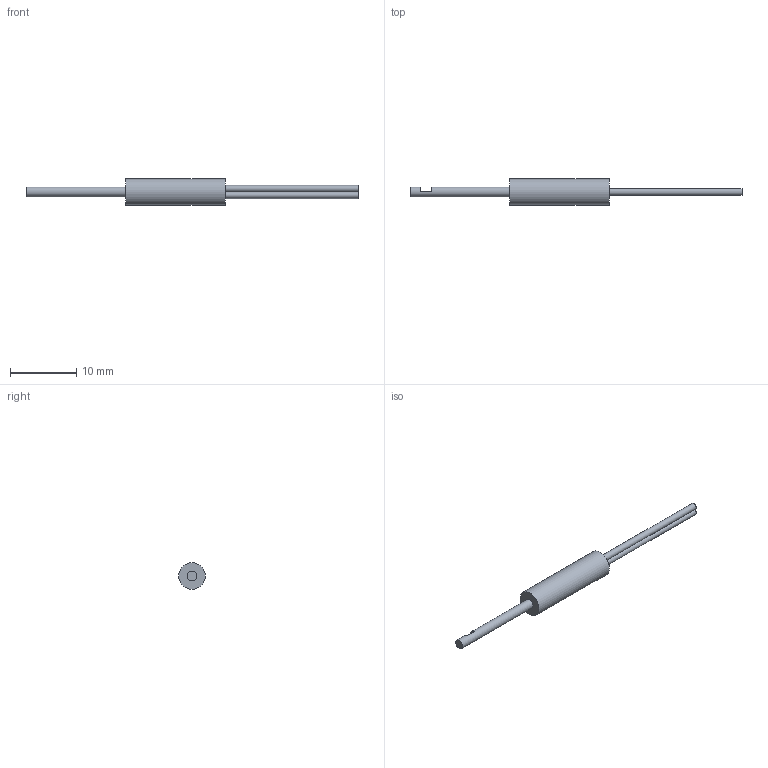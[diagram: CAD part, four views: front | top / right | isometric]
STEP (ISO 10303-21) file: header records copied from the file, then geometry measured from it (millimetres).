
FILE_DESCRIPTION(/* description */ (''),/* implementation_level */ '2;1');
FILE_NAME(/* name */ 'EX-LD41S15.stp',/* time_stamp */ '2023-04-10T10:07:51+08:00',/* author */ (''),/* organization */ (''),/* preprocessor_version */ 'ST-DEVELOPER v16.7',/* originating_system */ 'SIEMENS PLM Software NX 12.0',/* authorisation */ '');
FILE_SCHEMA (('AUTOMOTIVE_DESIGN { 1 0 10303 214 3 1 1 1 }'));
Length unit declared in the file: millimetre
Products named in the file (1): EX-LD41S15
Bounding box: 50 x 4 x 4 mm (x, y, z)
Volume: 244 mm3; surface area: 415.6 mm2
Topology: 4 solids, 4 shells, 19 faces, 25 edges, 16 vertices
Faces by surface type: plane 13, cylinder 6
Full cylindrical faces by diameter (mm): 0.5 x2, 1 x2, 1.47 x1, 4 x1
Entity records: 401 total; most frequent: DIRECTION 72, CARTESIAN_POINT 54, ORIENTED_EDGE 36, AXIS2_PLACEMENT_3D 34, EDGE_LOOP 28, ADVANCED_FACE 19, EDGE_CURVE 18, FACE_BOUND 16
